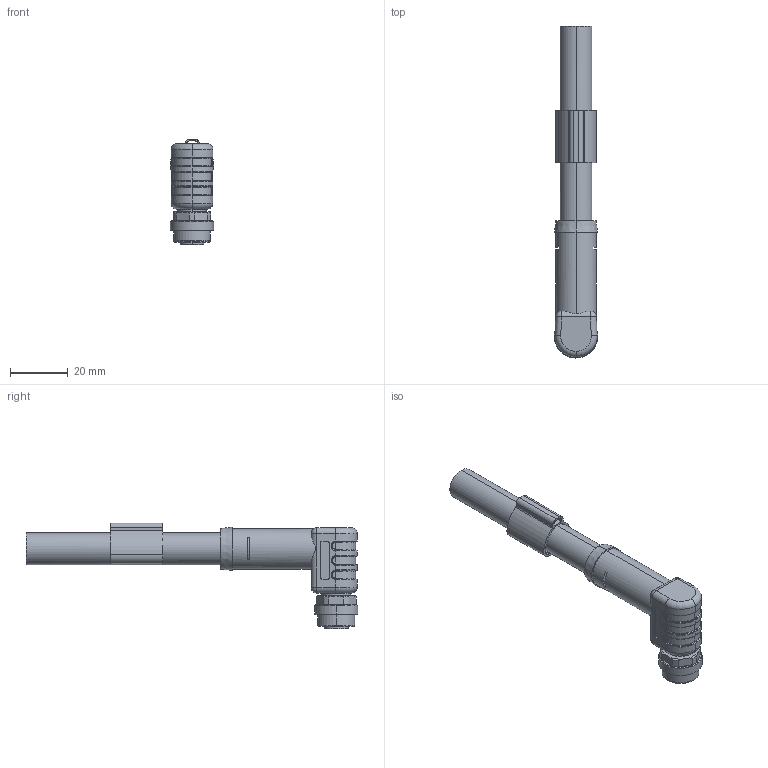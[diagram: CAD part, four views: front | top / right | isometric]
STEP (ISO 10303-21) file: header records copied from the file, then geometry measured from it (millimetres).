
FILE_DESCRIPTION(('CATIA V5 STEP Exchange','CAx-IF Rec.Pracs.--- Model Styling and Organization---1.4--- 2014-01-23'),'2;1');
FILE_NAME ('330224-3_0_2050211000_2050211000.stp','2021-03-05T11:01:16+00:00',('none'),('Weidmueller'),'CATIA Version 5-6 Release 2016 SP3 HF44','CATIA V5 STEP AP214','none');
FILE_SCHEMA(('AUTOMOTIVE_DESIGN { 1 0 10303 214 1 1 1 1 }'));
Length unit declared in the file: millimetre
Products named in the file (1): 2050211000
Bounding box: 15 x 114.82 x 36.6 mm (x, y, z)
Volume: 17789.5 mm3; surface area: 9498.3 mm2
Topology: 4 solids, 4 shells, 329 faces, 832 edges, 523 vertices
Faces by surface type: cylinder 115, plane 97, bspline 42, torus 42, cone 29, sphere 4
Entity records: 10888 total; most frequent: CARTESIAN_POINT 3425, ORIENTED_EDGE 1656, DIRECTION 1194, EDGE_CURVE 828, AXIS2_PLACEMENT_3D 595, VERTEX_POINT 523, EDGE_LOOP 349, ADVANCED_FACE 329
